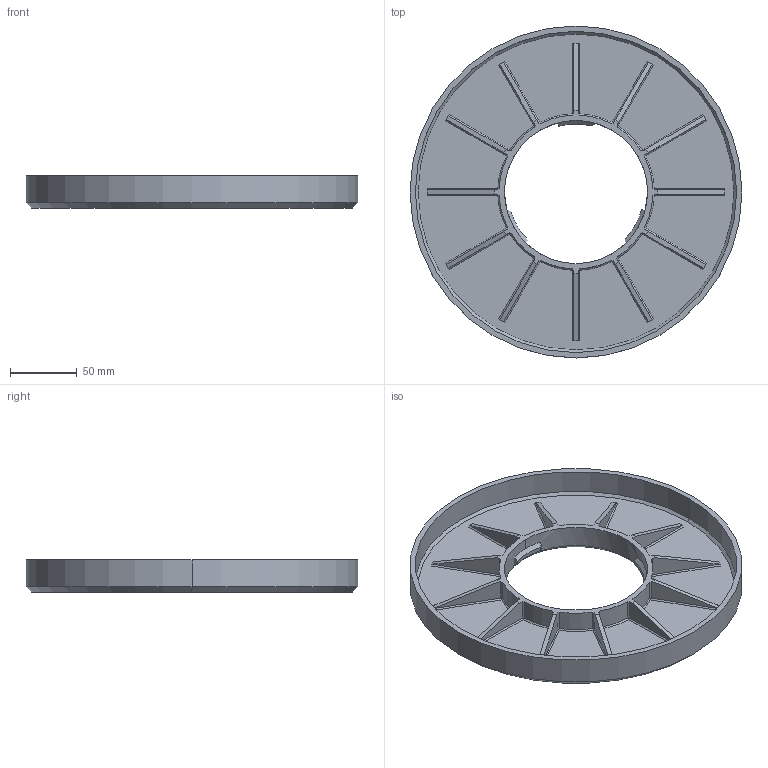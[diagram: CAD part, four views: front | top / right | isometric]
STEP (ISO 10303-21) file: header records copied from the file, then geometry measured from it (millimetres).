
FILE_DESCRIPTION (( 'STEP AP203' ), '1' );
FILE_NAME ('IKEA_Muskot_Pot_7_12_Adapter_ID=240mm_Full.STEP', '2020-11-29T12:42:45', ( '' ), ( '' ), '', '', '' );
FILE_SCHEMA (( 'CONFIG_CONTROL_DESIGN' ));
Length unit declared in the file: millimetre
Products named in the file (1): IKEA_Muskot_Pot_7_12_Adapter_ID=240mm_Full
Bounding box: 248 x 248 x 24 mm (x, y, z)
Volume: 254786.4 mm3; surface area: 131655.9 mm2
Topology: 1 solids, 1 shells, 151 faces, 412 edges, 265 vertices
Faces by surface type: plane 109, cone 21, cylinder 21
Entity records: 4836 total; most frequent: CARTESIAN_POINT 991, ORIENTED_EDGE 824, DIRECTION 729, EDGE_CURVE 412, LINE 291, VECTOR 291, VERTEX_POINT 265, AXIS2_PLACEMENT_3D 219
